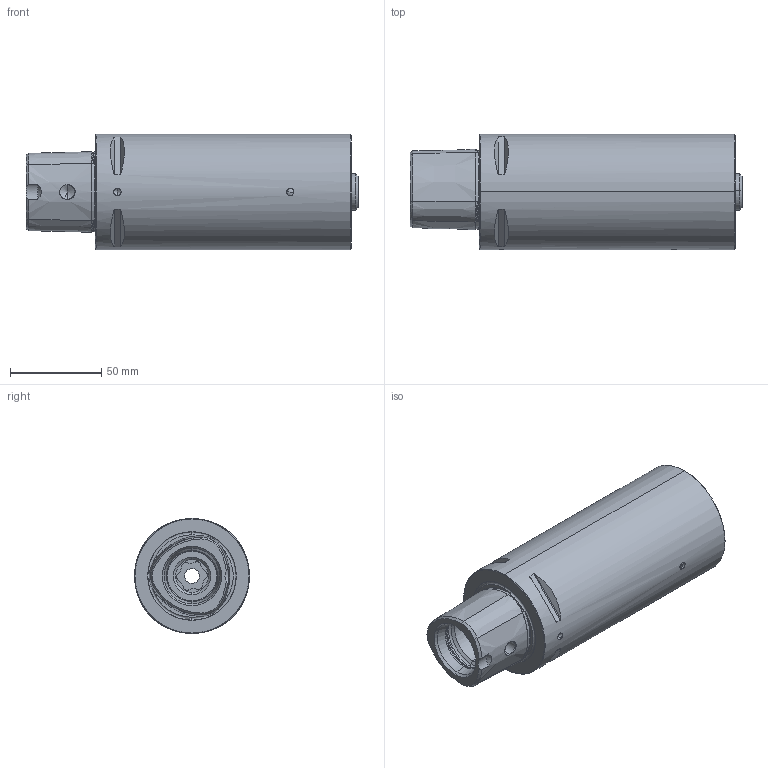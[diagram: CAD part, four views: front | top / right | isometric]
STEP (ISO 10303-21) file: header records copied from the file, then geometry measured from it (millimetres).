
FILE_DESCRIPTION (( 'STEP AP214' ), '1' );
FILE_NAME ('PS6.PS6.K01.140.STEP', '2024-08-22T14:16:58', ( '' ), ( '' ), 'SwSTEP 2.0', 'SolidWorks 2022', '' );
FILE_SCHEMA (( 'AUTOMOTIVE_DESIGN' ));
Length unit declared in the file: millimetre
Products named in the file (5): PS6-ER1.K01.071_A_PreviewCfg; ISO 8745-4x12_PreviewCfg; PS6-ER2.001.024_A; PS6.PS6.K01.140; PS6-PS6.K01.140_A
Assembly tree (4 placements, depth 2):
  PS6.PS6.K01.140
    PS6-PS6.K01.140_A
    PS6-ER1.K01.071_A_PreviewCfg
    ISO 8745-4x12_PreviewCfg
    PS6-ER2.001.024_A
Bounding box: 181.6 x 63 x 63 mm (x, y, z)
Volume: 400227 mm3; surface area: 68338.4 mm2
Topology: 4 solids, 4 shells, 239 faces, 555 edges, 330 vertices
Faces by surface type: cone 73, cylinder 68, torus 52, plane 42, sphere 4
Entity records: 7664 total; most frequent: CARTESIAN_POINT 1883, DIRECTION 1268, ORIENTED_EDGE 1102, EDGE_CURVE 551, AXIS2_PLACEMENT_3D 549, VERTEX_POINT 330, CIRCLE 303, EDGE_LOOP 259
